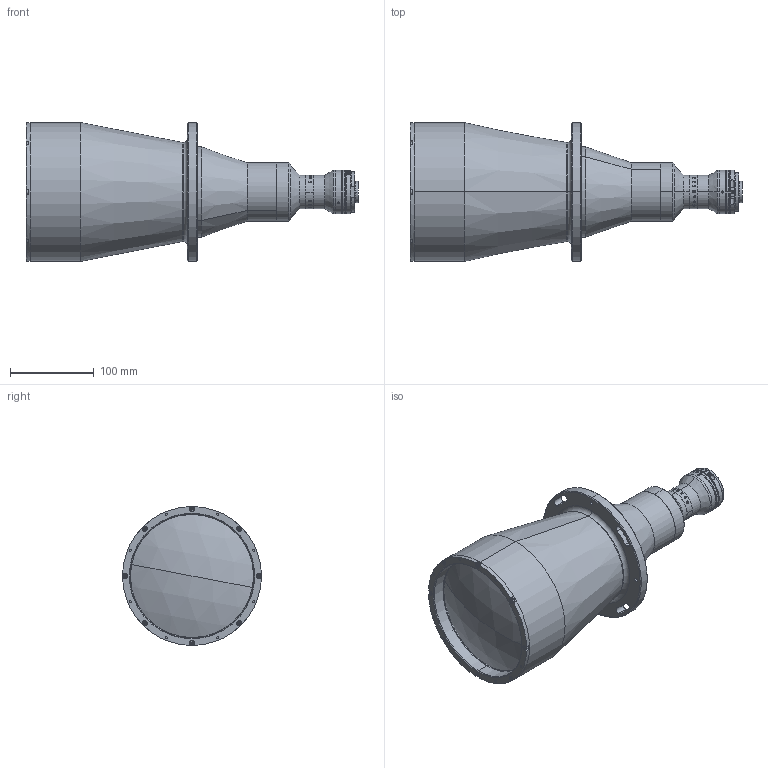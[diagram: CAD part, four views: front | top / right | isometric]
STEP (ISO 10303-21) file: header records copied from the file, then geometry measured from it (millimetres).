
FILE_DESCRIPTION (( 'STEP AP203' ), '1' );
FILE_NAME ('XF-PTL12219-0152-260C-(HD).STEP', '2018-12-25T05:30:24', ( 'lawlynn' ), ( '' ), 'SwSTEP 2.0', 'SolidWorks 2014', '' );
FILE_SCHEMA (( 'CONFIG_CONTROL_DESIGN' ));
Length unit declared in the file: millimetre
Products named in the file (1): XF-PTL12219-0152-260C-(HD)
Bounding box: 396.87 x 166 x 166 mm (x, y, z)
Surface area: 220051.3 mm2 (no closed solid volume)
Topology: 0 solids, 47 shells, 334 faces, 1470 edges, 1164 vertices
Faces by surface type: cylinder 149, plane 119, cone 44, torus 18, sphere 4
Entity records: 21093 total; most frequent: CARTESIAN_POINT 9259, DIRECTION 2444, ORIENTED_EDGE 2114, EDGE_CURVE 1458, VERTEX_POINT 1164, AXIS2_PLACEMENT_3D 933, CIRCLE 598, VECTOR 578
